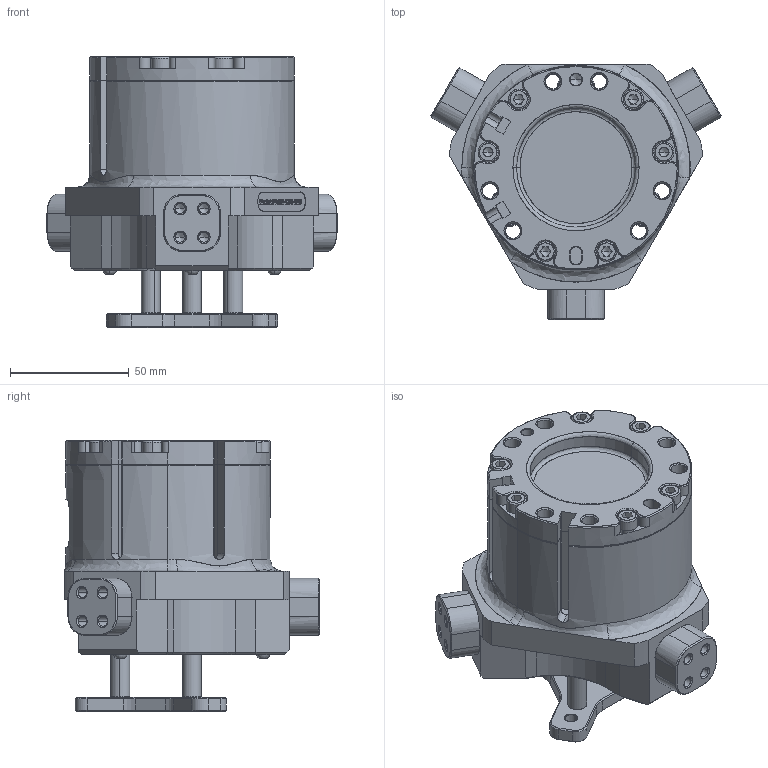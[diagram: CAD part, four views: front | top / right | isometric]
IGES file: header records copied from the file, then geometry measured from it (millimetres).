
Start section: SolidWorks IGES file using analytic representation for surfaces
Global section: file name: FY56N-63-BTS.IGS; native system: SolidWorks 2020; preprocessor: SolidWorks 2020; author: Administrator; date: 231113.155851; units: millimetre
Bounding box: 121.89 x 107.24 x 114 mm (x, y, z)
Surface area: 127823.5 mm2 (no closed solid volume)
Topology: 0 solids, 0 shells, 1999 faces, 22550 edges, 22482 vertices
Faces by surface type: bspline 1214, revolution 785
